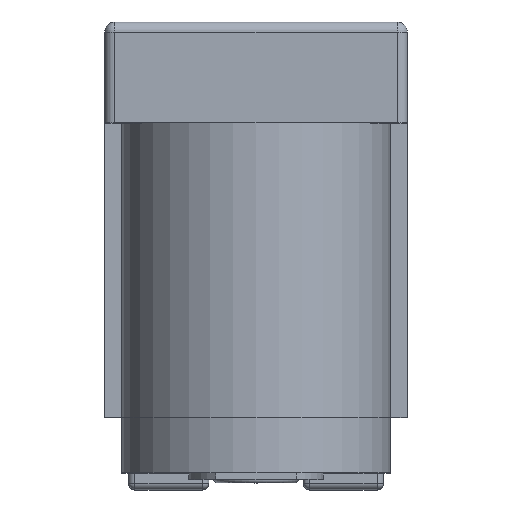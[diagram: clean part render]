
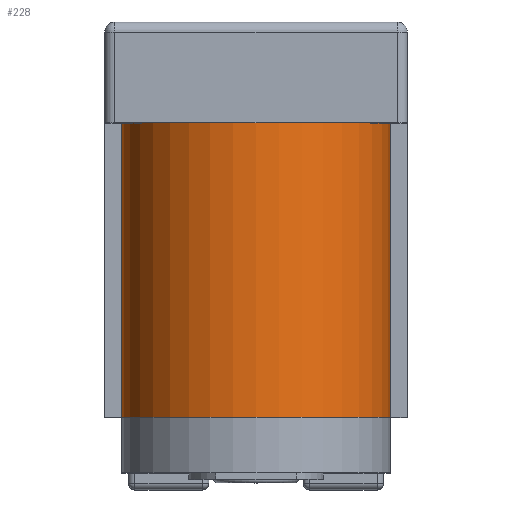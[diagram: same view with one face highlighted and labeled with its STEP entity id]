
A CAD part, top view. The second image highlights one B-rep face of the part: STEP entity #228.
In plain terms, the highlighted cylindrical face has radius 4 mm (diameter 8 mm), a partial arc.
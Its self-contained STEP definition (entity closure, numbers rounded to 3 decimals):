
#228=ADVANCED_FACE('',(#1975),#1977,.T.);
#1975=FACE_BOUND('',#1976,.T.);
#1976=EDGE_LOOP('',(#3699,#3700,#3701,#3702));
#1977=CYLINDRICAL_SURFACE('',#1978,4.);
#1978=AXIS2_PLACEMENT_3D('',#1979,#1980,#1981);
#1979=CARTESIAN_POINT('',(0.,4.5,6.5));
#1980=DIRECTION('',(0.,1.,0.));
#1981=DIRECTION('',(-1.,0.,0.));
#3699=ORIENTED_EDGE('',*,*,#4504,.F.);
#3700=ORIENTED_EDGE('',*,*,#4559,.F.);
#3701=ORIENTED_EDGE('',*,*,#4560,.F.);
#3702=ORIENTED_EDGE('',*,*,#4561,.T.);
#4504=EDGE_CURVE('',#4965,#4967,#4968,.F.);
#4559=EDGE_CURVE('',#5062,#4965,#5064,.T.);
#4560=EDGE_CURVE('',#5065,#5062,#5066,.T.);
#4561=EDGE_CURVE('',#5065,#4967,#5067,.T.);
#4965=VERTEX_POINT('',#5733);
#4967=VERTEX_POINT('',#5737);
#4968=CIRCLE('',#5738,4.);
#5062=VERTEX_POINT('',#5943);
#5064=LINE('',#5947,#5948);
#5065=VERTEX_POINT('',#5950);
#5066=CIRCLE('',#5951,4.);
#5067=LINE('',#5955,#5956);
#5733=CARTESIAN_POINT('',(4.,-4.25,6.5));
#5737=CARTESIAN_POINT('',(-4.,-4.25,6.5));
#5738=AXIS2_PLACEMENT_3D('',#5739,#5740,#5741);
#5739=CARTESIAN_POINT('',(0.,-4.25,6.5));
#5740=DIRECTION('',(0.,1.,0.));
#5741=DIRECTION('',(-1.,0.,0.));
#5943=CARTESIAN_POINT('',(4.,4.5,6.5));
#5947=CARTESIAN_POINT('',(4.,4.5,6.5));
#5948=VECTOR('',#5949,1.);
#5949=DIRECTION('',(0.,-1.,0.));
#5950=CARTESIAN_POINT('',(-4.,4.5,6.5));
#5951=AXIS2_PLACEMENT_3D('',#5952,#5953,#5954);
#5952=CARTESIAN_POINT('',(0.,4.5,6.5));
#5953=DIRECTION('',(0.,1.,0.));
#5954=DIRECTION('',(-1.,0.,0.));
#5955=CARTESIAN_POINT('',(-4.,4.5,6.5));
#5956=VECTOR('',#5957,1.);
#5957=DIRECTION('',(0.,-1.,0.));
